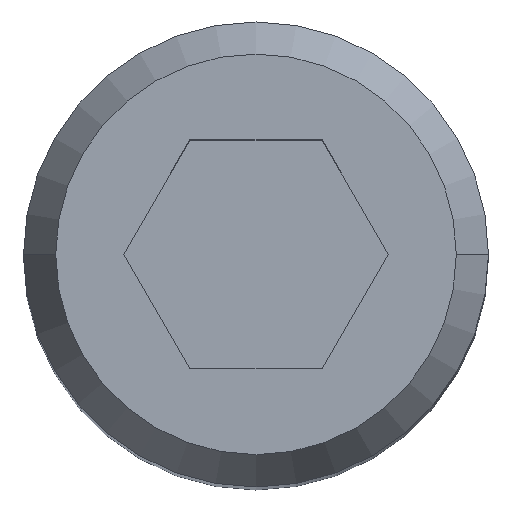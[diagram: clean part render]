
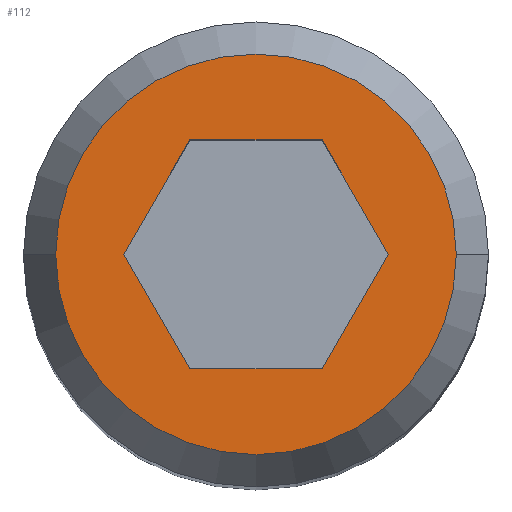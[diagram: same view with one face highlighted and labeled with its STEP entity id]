
A CAD part, top view. The second image highlights one B-rep face of the part: STEP entity #112.
In plain terms, the highlighted planar face has unit normal (0, 0, 1).
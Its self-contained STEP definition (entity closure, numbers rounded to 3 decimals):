
#112=ADVANCED_FACE('',(#295,#296),#297,.T.);
#116=EDGE_CURVE('',#122,#160,#301,.T.);
#118=EDGE_CURVE('',#234,#174,#303,.T.);
#122=VERTEX_POINT('',#307);
#128=EDGE_CURVE('',#160,#170,#313,.T.);
#146=EDGE_CURVE('',#170,#222,#335,.T.);
#160=VERTEX_POINT('',#350);
#170=VERTEX_POINT('',#361);
#174=VERTEX_POINT('',#366);
#196=EDGE_CURVE('',#222,#240,#392,.T.);
#210=EDGE_CURVE('',#174,#234,#408,.T.);
#222=VERTEX_POINT('',#420);
#228=EDGE_CURVE('',#240,#266,#426,.T.);
#234=VERTEX_POINT('',#433);
#240=VERTEX_POINT('',#439);
#260=EDGE_CURVE('',#266,#122,#462,.T.);
#266=VERTEX_POINT('',#468);
#295=FACE_BOUND('',#489,.T.);
#296=FACE_OUTER_BOUND('',#490,.T.);
#297=PLANE('',#491);
#301=LINE('',#496,#497);
#303=CIRCLE('',#500,2.08);
#307=CARTESIAN_POINT('',(-1.374,0.,22.23));
#313=LINE('',#513,#514);
#335=LINE('',#545,#546);
#350=CARTESIAN_POINT('',(-0.687,1.19,22.23));
#361=CARTESIAN_POINT('',(0.687,1.19,22.23));
#366=CARTESIAN_POINT('',(2.08,0.,22.23));
#392=LINE('',#616,#617);
#408=CIRCLE('',#639,2.08);
#420=CARTESIAN_POINT('',(1.374,0.,22.23));
#426=LINE('',#666,#667);
#433=CARTESIAN_POINT('',(-2.08,0.,22.23));
#439=CARTESIAN_POINT('',(0.687,-1.19,22.23));
#462=LINE('',#713,#714);
#468=CARTESIAN_POINT('',(-0.687,-1.19,22.23));
#489=EDGE_LOOP('',(#745,#746,#747,#748,#749,#750));
#490=EDGE_LOOP('',(#751,#752));
#491=AXIS2_PLACEMENT_3D('',#753,#754,#755);
#496=CARTESIAN_POINT('',(-0.729,1.118,22.23));
#497=VECTOR('',#756,1.0);
#500=AXIS2_PLACEMENT_3D('',#757,#758,#759);
#513=CARTESIAN_POINT('',(0.52,1.19,22.23));
#514=VECTOR('',#766,1.0);
#545=CARTESIAN_POINT('',(1.332,0.072,22.23));
#546=VECTOR('',#803,1.0);
#616=CARTESIAN_POINT('',(0.989,-0.667,22.23));
#617=VECTOR('',#861,1.0);
#639=AXIS2_PLACEMENT_3D('',#885,#886,#887);
#666=CARTESIAN_POINT('',(0.177,-1.19,22.23));
#667=VECTOR('',#897,1.0);
#713=CARTESIAN_POINT('',(-1.072,-0.523,22.23));
#714=VECTOR('',#942,1.0);
#745=ORIENTED_EDGE('',*,*,#116,.T.);
#746=ORIENTED_EDGE('',*,*,#128,.T.);
#747=ORIENTED_EDGE('',*,*,#146,.T.);
#748=ORIENTED_EDGE('',*,*,#196,.T.);
#749=ORIENTED_EDGE('',*,*,#228,.T.);
#750=ORIENTED_EDGE('',*,*,#260,.T.);
#751=ORIENTED_EDGE('',*,*,#210,.T.);
#752=ORIENTED_EDGE('',*,*,#118,.T.);
#753=CARTESIAN_POINT('',(1.04,0.,22.23));
#754=DIRECTION('',(0.,0.,1.0));
#755=DIRECTION('',(1.0,0.,0.));
#756=DIRECTION('',(0.5,0.866,0.));
#757=CARTESIAN_POINT('',(0.,0.0,22.23));
#758=DIRECTION('',(0.,0.,1.0));
#759=DIRECTION('',(1.0,0.,0.));
#766=DIRECTION('',(1.0,0.,0.));
#803=DIRECTION('',(0.5,-0.866,0.));
#861=DIRECTION('',(-0.5,-0.866,0.));
#885=CARTESIAN_POINT('',(0.,0.0,22.23));
#886=DIRECTION('',(0.,0.,1.0));
#887=DIRECTION('',(1.0,0.,0.));
#897=DIRECTION('',(-1.0,0.,0.));
#942=DIRECTION('',(-0.5,0.866,0.));
